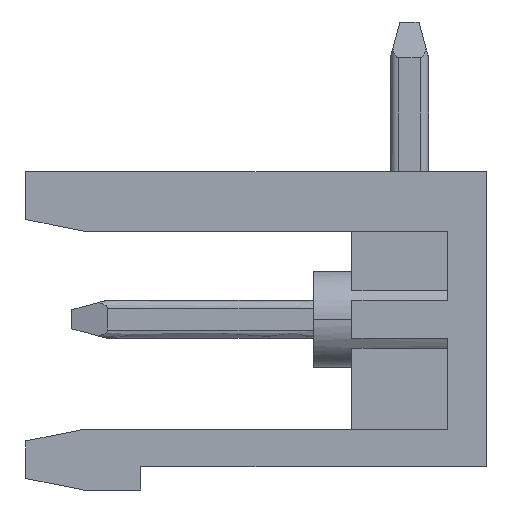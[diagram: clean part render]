
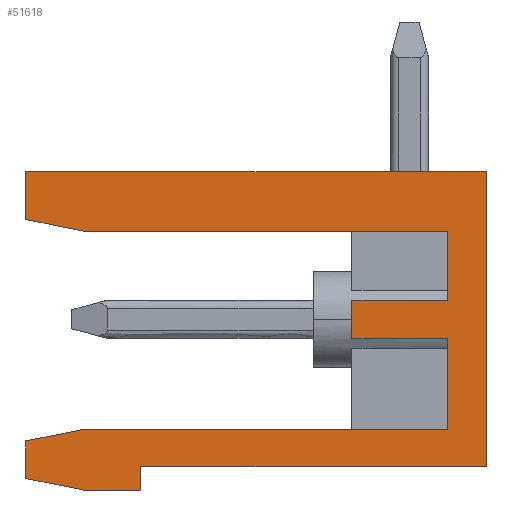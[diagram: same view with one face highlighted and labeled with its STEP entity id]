
A CAD part, left-side view. The second image highlights one B-rep face of the part: STEP entity #51618.
In plain terms, the highlighted planar face has unit normal (-1, 0, 0).
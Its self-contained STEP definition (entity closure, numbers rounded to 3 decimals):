
#49863=CARTESIAN_POINT('',(-25.931,-1.412,-2.42));
#49864=VERTEX_POINT('',#49863);
#49874=CARTESIAN_POINT('',(-25.931,-10.357,-2.42));
#49875=VERTEX_POINT('',#49874);
#49876=CARTESIAN_POINT('',(-25.931,-1.412,-2.42));
#49877=DIRECTION('',(0.,-1.,0.));
#49878=VECTOR('',#49877,8.945);
#49879=LINE('',#49876,#49878);
#49880=EDGE_CURVE('',#49864,#49875,#49879,.T.);
#50162=CARTESIAN_POINT('',(-25.931,-1.412,2.448));
#50163=VERTEX_POINT('',#50162);
#50173=CARTESIAN_POINT('',(-25.931,0.,2.731));
#50174=VERTEX_POINT('',#50173);
#50175=CARTESIAN_POINT('',(-25.931,-1.412,2.448));
#50176=DIRECTION('',(0.,0.981,0.196));
#50177=VECTOR('',#50176,1.44);
#50178=LINE('',#50175,#50177);
#50179=EDGE_CURVE('',#50163,#50174,#50178,.T.);
#50209=CARTESIAN_POINT('',(-25.931,0.,-2.702));
#50210=VERTEX_POINT('',#50209);
#50220=CARTESIAN_POINT('',(-25.931,0.,-2.702));
#50221=DIRECTION('',(0.,-0.981,0.196));
#50222=VECTOR('',#50221,1.44);
#50223=LINE('',#50220,#50222);
#50224=EDGE_CURVE('',#50210,#49864,#50223,.T.);
#50424=CARTESIAN_POINT('',(-25.931,-10.357,2.448));
#50425=VERTEX_POINT('',#50424);
#50435=CARTESIAN_POINT('',(-25.931,-10.357,2.448));
#50436=DIRECTION('',(0.,1.,0.));
#50437=VECTOR('',#50436,8.945);
#50438=LINE('',#50435,#50437);
#50439=EDGE_CURVE('',#50425,#50163,#50438,.T.);
#50473=CARTESIAN_POINT('',(-25.931,-10.357,0.753));
#50474=VERTEX_POINT('',#50473);
#50484=CARTESIAN_POINT('',(-25.931,-10.357,0.753));
#50485=DIRECTION('',(0.,0.,1.));
#50486=VECTOR('',#50485,1.695);
#50487=LINE('',#50484,#50486);
#50488=EDGE_CURVE('',#50474,#50425,#50487,.T.);
#50510=CARTESIAN_POINT('',(-25.931,-8.003,0.753));
#50511=VERTEX_POINT('',#50510);
#50521=CARTESIAN_POINT('',(-25.931,-8.003,0.753));
#50522=DIRECTION('',(0.,-1.,0.));
#50523=VECTOR('',#50522,2.354);
#50524=LINE('',#50521,#50523);
#50525=EDGE_CURVE('',#50511,#50474,#50524,.T.);
#50558=CARTESIAN_POINT('',(-25.931,-8.003,-0.188));
#50559=VERTEX_POINT('',#50558);
#50569=CARTESIAN_POINT('',(-25.931,-8.003,-0.188));
#50570=DIRECTION('',(0.,0.,1.));
#50571=VECTOR('',#50570,0.942);
#50572=LINE('',#50569,#50571);
#50573=EDGE_CURVE('',#50559,#50511,#50572,.T.);
#50595=CARTESIAN_POINT('',(-25.931,-10.357,-0.188));
#50596=VERTEX_POINT('',#50595);
#50606=CARTESIAN_POINT('',(-25.931,-10.357,-0.188));
#50607=DIRECTION('',(0.,1.,0.));
#50608=VECTOR('',#50607,2.354);
#50609=LINE('',#50606,#50608);
#50610=EDGE_CURVE('',#50596,#50559,#50609,.T.);
#50642=CARTESIAN_POINT('',(-25.931,-10.357,-2.42));
#50643=DIRECTION('',(0.,0.,1.));
#50644=VECTOR('',#50643,2.231);
#50645=LINE('',#50642,#50644);
#50646=EDGE_CURVE('',#49875,#50596,#50645,.T.);
#51518=CARTESIAN_POINT('',(-25.931,-1.412,-3.907));
#51519=VERTEX_POINT('',#51518);
#51529=CARTESIAN_POINT('',(-25.931,0.,-3.625));
#51530=VERTEX_POINT('',#51529);
#51531=CARTESIAN_POINT('',(-25.931,-1.412,-3.907));
#51532=DIRECTION('',(0.,0.981,0.196));
#51533=VECTOR('',#51532,1.44);
#51534=LINE('',#51531,#51533);
#51535=EDGE_CURVE('',#51519,#51530,#51534,.T.);
#51549=CARTESIAN_POINT('',(-25.931,-3.606,-3.766));
#51550=DIRECTION('',(0.,0.,1.));
#51551=DIRECTION('',(-1.,0.,0.));
#51552=AXIS2_PLACEMENT_3D('',#51549,#51551,#51550);
#51553=PLANE('',#51552);
#51554=ORIENTED_EDGE('',*,*,#51535,.F.);
#51555=CARTESIAN_POINT('',(-25.931,-2.825,-3.907));
#51556=VERTEX_POINT('',#51555);
#51557=CARTESIAN_POINT('',(-25.931,-1.412,-3.907));
#51558=DIRECTION('',(0.,-1.,0.));
#51559=VECTOR('',#51558,1.412);
#51560=LINE('',#51557,#51559);
#51561=EDGE_CURVE('',#51519,#51556,#51560,.T.);
#51562=ORIENTED_EDGE('',*,*,#51561,.T.);
#51563=CARTESIAN_POINT('',(-25.931,-2.825,-3.343));
#51564=VERTEX_POINT('',#51563);
#51565=CARTESIAN_POINT('',(-25.931,-2.825,-3.907));
#51566=DIRECTION('',(0.,0.,1.));
#51567=VECTOR('',#51566,0.565);
#51568=LINE('',#51565,#51567);
#51569=EDGE_CURVE('',#51556,#51564,#51568,.T.);
#51570=ORIENTED_EDGE('',*,*,#51569,.T.);
#51571=CARTESIAN_POINT('',(-25.931,-11.299,-3.343));
#51572=VERTEX_POINT('',#51571);
#51573=CARTESIAN_POINT('',(-25.931,-2.825,-3.343));
#51574=DIRECTION('',(0.,-1.,0.));
#51575=VECTOR('',#51574,8.474);
#51576=LINE('',#51573,#51575);
#51577=EDGE_CURVE('',#51564,#51572,#51576,.T.);
#51578=ORIENTED_EDGE('',*,*,#51577,.T.);
#51579=CARTESIAN_POINT('',(-25.931,-11.299,3.907));
#51580=VERTEX_POINT('',#51579);
#51581=CARTESIAN_POINT('',(-25.931,-11.299,-3.343));
#51582=DIRECTION('',(0.,0.,1.));
#51583=VECTOR('',#51582,7.25);
#51584=LINE('',#51581,#51583);
#51585=EDGE_CURVE('',#51572,#51580,#51584,.T.);
#51586=ORIENTED_EDGE('',*,*,#51585,.T.);
#51587=CARTESIAN_POINT('',(-25.931,0.,3.907));
#51588=VERTEX_POINT('',#51587);
#51589=CARTESIAN_POINT('',(-25.931,-11.299,3.907));
#51590=DIRECTION('',(0.,1.,0.));
#51591=VECTOR('',#51590,11.299);
#51592=LINE('',#51589,#51591);
#51593=EDGE_CURVE('',#51580,#51588,#51592,.T.);
#51594=ORIENTED_EDGE('',*,*,#51593,.T.);
#51595=CARTESIAN_POINT('',(-25.931,0.,3.907));
#51596=DIRECTION('',(0.,0.,-1.));
#51597=VECTOR('',#51596,1.177);
#51598=LINE('',#51595,#51597);
#51599=EDGE_CURVE('',#51588,#50174,#51598,.T.);
#51600=ORIENTED_EDGE('',*,*,#51599,.T.);
#51601=ORIENTED_EDGE('',*,*,#50179,.F.);
#51602=ORIENTED_EDGE('',*,*,#50439,.F.);
#51603=ORIENTED_EDGE('',*,*,#50488,.F.);
#51604=ORIENTED_EDGE('',*,*,#50525,.F.);
#51605=ORIENTED_EDGE('',*,*,#50573,.F.);
#51606=ORIENTED_EDGE('',*,*,#50610,.F.);
#51607=ORIENTED_EDGE('',*,*,#50646,.F.);
#51608=ORIENTED_EDGE('',*,*,#49880,.F.);
#51609=ORIENTED_EDGE('',*,*,#50224,.F.);
#51610=CARTESIAN_POINT('',(-25.931,0.,-2.702));
#51611=DIRECTION('',(0.,0.,-1.));
#51612=VECTOR('',#51611,0.923);
#51613=LINE('',#51610,#51612);
#51614=EDGE_CURVE('',#50210,#51530,#51613,.T.);
#51615=ORIENTED_EDGE('',*,*,#51614,.T.);
#51616=EDGE_LOOP('',(#51554,#51562,#51570,#51578,#51586,#51594,#51600,#51601,#51602,#51603,#51604,#51605,#51606,#51607,#51608,#51609,#51615));
#51617=FACE_OUTER_BOUND('',#51616,.T.);
#51618=ADVANCED_FACE('',(#51617),#51553,.T.);
